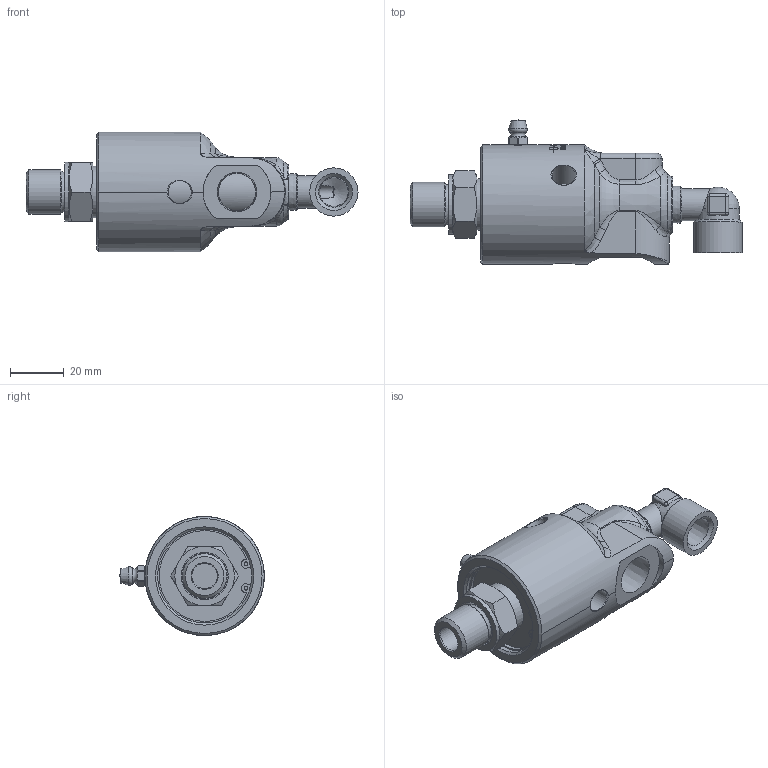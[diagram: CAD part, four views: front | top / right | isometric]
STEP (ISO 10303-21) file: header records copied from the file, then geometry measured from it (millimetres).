
FILE_DESCRIPTION(/* description */ (''),/* implementation_level */ '2;1');
FILE_NAME(/* name */ '55-000-095120-IC.stp',/* time_stamp */ '2020-05-20T09:28:47-05:00',/* author */ ('GALINDOLM'),/* organization */ (''),/* preprocessor_version */ 'ST-DEVELOPER v18',/* originating_system */ 'Autodesk Inventor 2020',/* authorisation */ '');
FILE_SCHEMA (('AUTOMOTIVE_DESIGN { 1 0 10303 214 3 1 1 }','AUTOMOTIVE_DESIGN { 1 0 10303 214 1 1 1 1 }'));
Length unit declared in the file: millimetre
Products named in the file (1): 55-000-095120-IC
Bounding box: 123.89 x 53.91 x 44.5 mm (x, y, z)
Volume: 93807.5 mm3; surface area: 20289.8 mm2
Topology: 1 solids, 2 shells, 545 faces, 1445 edges, 952 vertices
Faces by surface type: bspline 251, plane 132, cylinder 94, cone 48, torus 11, sphere 9
Full cylindrical faces by diameter (mm): 1.324 x2, 2.005 x1, 3.5 x1, 4.917 x1, 5.359 x1, 8.6 x3, 9.5 x1, 10.719 x1, 12 x1, 13.889 x1, 16.662 x1, 17.6 x1, 18 x1, 19.15 x1, 22.2 x1, 35.05 x1
Entity records: 29537 total; most frequent: CARTESIAN_POINT 17068, ORIENTED_EDGE 2884, DIRECTION 1967, EDGE_CURVE 1442, VERTEX_POINT 952, AXIS2_PLACEMENT_3D 753, EDGE_LOOP 598, FACE_OUTER_BOUND 545
